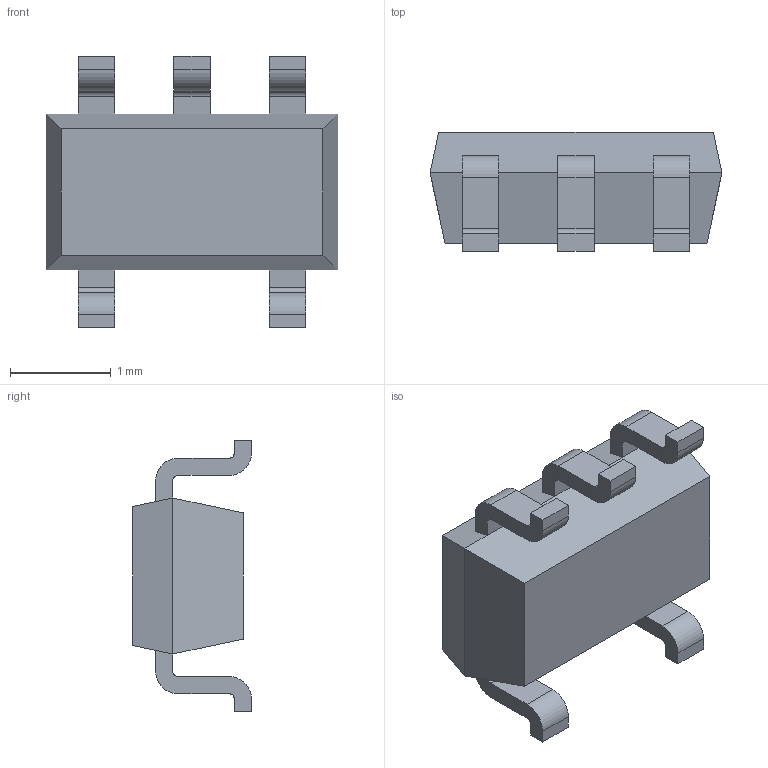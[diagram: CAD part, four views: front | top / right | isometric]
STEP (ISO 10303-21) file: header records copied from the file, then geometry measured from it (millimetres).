
FILE_DESCRIPTION((''),'2;1');
FILE_NAME('CT-SOT-23-5','2008-06-26T',('ray_s'),(''),'PRO/ENGINEER BY PARAMETRIC TECHNOLOGY CORPORATION, 2005450','PRO/ENGINEER BY PARAMETRIC TECHNOLOGY CORPORATION, 2005450','');
FILE_SCHEMA(('AUTOMOTIVE_DESIGN_CC2 { 1 2 10303 214 -1 1 5 2 }'));
Length unit declared in the file: millimetre
Products named in the file (1): CT-SOT-23-5
Bounding box: 2.9 x 1.18 x 2.7 mm (x, y, z)
Volume: 4.7 mm3; surface area: 23.1 mm2
Topology: 1 solids, 1 shells, 78 faces, 211 edges, 136 vertices
Faces by surface type: plane 56, cylinder 22
Entity records: 2510 total; most frequent: CARTESIAN_POINT 425, ORIENTED_EDGE 422, DIRECTION 411, EDGE_CURVE 211, VECTOR 167, LINE 167, VERTEX_POINT 136, AXIS2_PLACEMENT_3D 122
